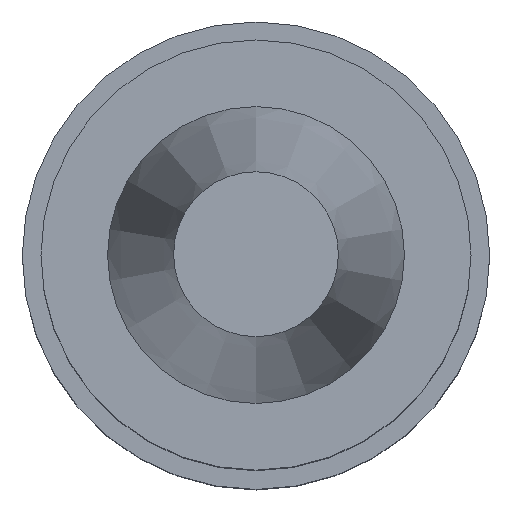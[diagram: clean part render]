
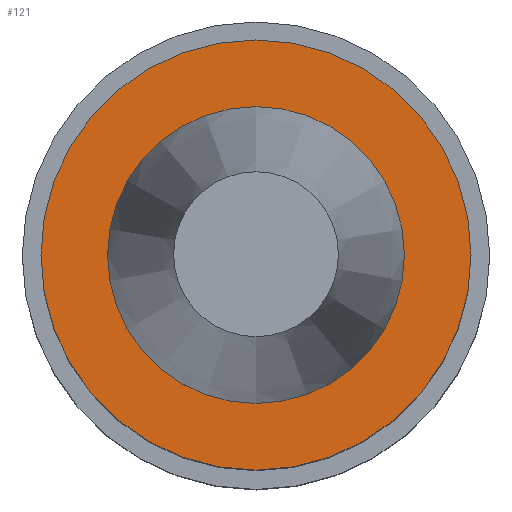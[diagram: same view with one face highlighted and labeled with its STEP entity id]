
A CAD part, top view. The second image highlights one B-rep face of the part: STEP entity #121.
In plain terms, the highlighted planar face has unit normal (0, 0, 1).
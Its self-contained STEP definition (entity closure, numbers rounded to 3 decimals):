
#74=EDGE_CURVE('Unnamed[1]',#188,#188,#189,.T.);
#121=ADVANCED_FACE('Unnamed[1]',(#261,#262),#263,.T.);
#148=EDGE_CURVE('Unnamed[1]',#302,#302,#303,.T.);
#188=VERTEX_POINT('',#342);
#189=CIRCLE('',#343,15.875);
#261=FACE_OUTER_BOUND('',#434,.T.);
#262=FACE_BOUND('',#435,.T.);
#263=PLANE('',#436);
#302=VERTEX_POINT('',#484);
#303=CIRCLE('',#485,23.0);
#342=CARTESIAN_POINT('',(0.,15.875,-1.));
#343=AXIS2_PLACEMENT_3D('',#514,#515,#516);
#434=EDGE_LOOP('',(#595));
#435=EDGE_LOOP('',(#596));
#436=AXIS2_PLACEMENT_3D('',#597,#598,#599);
#484=CARTESIAN_POINT('',(0.,23.0,-1.));
#485=AXIS2_PLACEMENT_3D('',#641,#642,#643);
#514=CARTESIAN_POINT('',(0.,0.,-1.0));
#515=DIRECTION('',(0.,0.,-1.0));
#516=DIRECTION('',(0.,1.0,0.));
#595=ORIENTED_EDGE('',*,*,#148,.F.);
#596=ORIENTED_EDGE('',*,*,#74,.T.);
#597=CARTESIAN_POINT('',(0.,19.438,-1.));
#598=DIRECTION('',(0.,0.,1.0));
#599=DIRECTION('',(0.,-1.0,0.));
#641=CARTESIAN_POINT('',(0.,0.,-1.0));
#642=DIRECTION('',(0.,0.,-1.0));
#643=DIRECTION('',(0.,1.0,0.));
